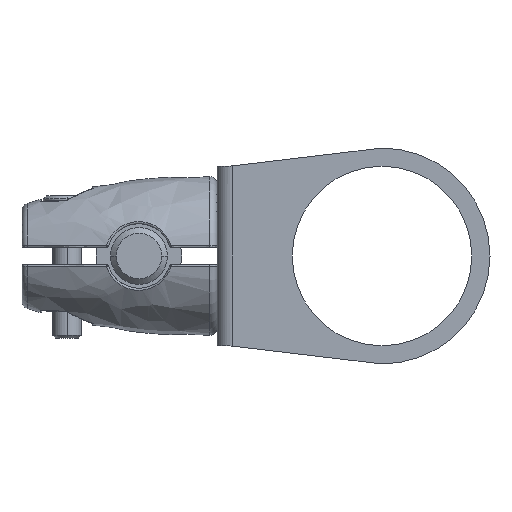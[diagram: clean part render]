
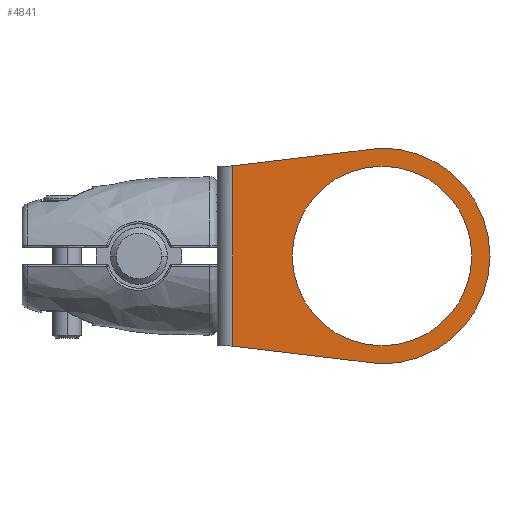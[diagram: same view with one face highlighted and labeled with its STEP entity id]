
A CAD part, left-side view. The second image highlights one B-rep face of the part: STEP entity #4841.
In plain terms, the highlighted planar face has unit normal (-1, 0, 0).
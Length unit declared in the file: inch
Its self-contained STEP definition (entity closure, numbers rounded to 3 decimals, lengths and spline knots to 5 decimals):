
#499=DIRECTION('',(0.,0.,1.));
#500=VECTOR('',#499,1.18918);
#501=CARTESIAN_POINT('',(-0.74528,0.08028,
-0.59459));
#502=LINE('',#501,#500);
#503=DIRECTION('',(0.,0.993,-0.119));
#504=VECTOR('',#503,0.9913);
#505=CARTESIAN_POINT('',(-0.74528,-0.90398,
0.7126));
#506=LINE('',#505,#504);
#507=CARTESIAN_POINT('',(-0.74528,-0.90398,0.));
#508=DIRECTION('',(-1.,0.,0.));
#509=DIRECTION('',(0.,0.,-1.));
#510=AXIS2_PLACEMENT_3D('',#507,#508,#509);
#512=DIRECTION('',(0.,-0.993,-0.119));
#513=VECTOR('',#512,0.9913);
#514=CARTESIAN_POINT('',(-0.74528,0.08028,
-0.59459));
#515=LINE('',#514,#513);
#516=CARTESIAN_POINT('',(-0.74528,-0.90398,0.));
#517=DIRECTION('',(1.,0.,0.));
#518=DIRECTION('',(0.,-1.,0.));
#519=AXIS2_PLACEMENT_3D('',#516,#517,#518);
#521=CARTESIAN_POINT('',(-0.74528,-0.90398,0.));
#522=DIRECTION('',(1.,0.,0.));
#523=DIRECTION('',(0.,1.,0.));
#524=AXIS2_PLACEMENT_3D('',#521,#522,#523);
#4031=CARTESIAN_POINT('',(-0.74528,-0.90398,
-0.7126));
#4032=CARTESIAN_POINT('',(-0.74528,-0.90398,
0.7126));
#4033=VERTEX_POINT('',#4031);
#4034=VERTEX_POINT('',#4032);
#4039=CARTESIAN_POINT('',(-0.74528,-1.4965,0.));
#4040=CARTESIAN_POINT('',(-0.74528,-0.31146,0.));
#4041=VERTEX_POINT('',#4039);
#4042=VERTEX_POINT('',#4040);
#4063=CARTESIAN_POINT('',(-0.74528,0.08028,
0.59459));
#4064=VERTEX_POINT('',#4063);
#4065=CARTESIAN_POINT('',(-0.74528,0.08028,
-0.59459));
#4066=VERTEX_POINT('',#4065);
#4822=CARTESIAN_POINT('',(-0.74528,-0.90398,0.));
#4823=DIRECTION('',(-1.,0.,0.));
#4824=DIRECTION('',(0.,-1.,0.));
#4825=AXIS2_PLACEMENT_3D('',#4822,#4823,#4824);
#4826=PLANE('',#4825);
#4827=ORIENTED_EDGE('',*,*,#4599,.T.);
#4829=ORIENTED_EDGE('',*,*,#4828,.F.);
#4831=ORIENTED_EDGE('',*,*,#4830,.F.);
#4832=ORIENTED_EDGE('',*,*,#4814,.F.);
#4833=EDGE_LOOP('',(#4827,#4829,#4831,#4832));
#4834=FACE_OUTER_BOUND('',#4833,.F.);
#4836=ORIENTED_EDGE('',*,*,#4835,.F.);
#4838=ORIENTED_EDGE('',*,*,#4837,.F.);
#4839=EDGE_LOOP('',(#4836,#4838));
#4840=FACE_BOUND('',#4839,.F.);
#4841=ADVANCED_FACE('',(#4834,#4840),#4826,.T.);
#511=CIRCLE('',#510,0.7126);
#520=CIRCLE('',#519,0.59252);
#525=CIRCLE('',#524,0.59252);
#4599=EDGE_CURVE('',#4066,#4064,#502,.T.);
#4814=EDGE_CURVE('',#4066,#4033,#515,.T.);
#4828=EDGE_CURVE('',#4034,#4064,#506,.T.);
#4830=EDGE_CURVE('',#4033,#4034,#511,.T.);
#4835=EDGE_CURVE('',#4041,#4042,#520,.T.);
#4837=EDGE_CURVE('',#4042,#4041,#525,.T.);
